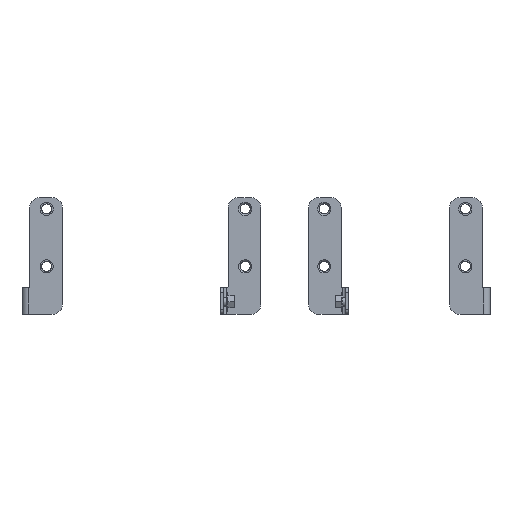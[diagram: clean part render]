
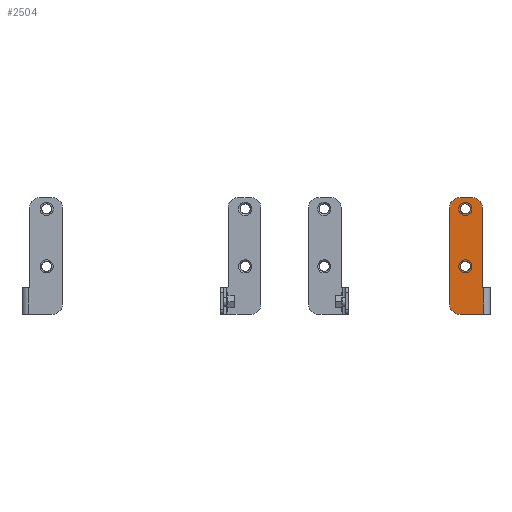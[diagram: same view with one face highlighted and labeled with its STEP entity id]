
A CAD part, front view. The second image highlights one B-rep face of the part: STEP entity #2504.
In plain terms, the highlighted planar face has unit normal (0, -1, 0).
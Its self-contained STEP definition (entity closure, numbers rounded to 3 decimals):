
#155=LINE('',#3878,#383);
#156=LINE('',#3882,#384);
#157=LINE('',#3884,#385);
#158=LINE('',#3888,#386);
#159=LINE('',#3892,#387);
#383=VECTOR('',#3140,10.);
#384=VECTOR('',#3143,10.);
#385=VECTOR('',#3144,10.);
#386=VECTOR('',#3147,10.);
#387=VECTOR('',#3150,10.);
#540=FACE_BOUND('',#760,.T.);
#541=FACE_BOUND('',#761,.T.);
#604=FACE_OUTER_BOUND('',#759,.T.);
#759=EDGE_LOOP('',(#1764,#1765,#1766,#1767,#1768,#1769,#1770,#1771,#1772));
#760=EDGE_LOOP('',(#1773));
#761=EDGE_LOOP('',(#1774));
#905=CIRCLE('',#2702,3.25);
#913=CIRCLE('',#2712,6.);
#914=CIRCLE('',#2713,1.);
#915=CIRCLE('',#2714,6.);
#916=CIRCLE('',#2715,6.);
#917=CIRCLE('',#2716,3.25);
#1056=VERTEX_POINT('',#3848);
#1068=VERTEX_POINT('',#3876);
#1069=VERTEX_POINT('',#3877);
#1070=VERTEX_POINT('',#3879);
#1071=VERTEX_POINT('',#3881);
#1072=VERTEX_POINT('',#3883);
#1073=VERTEX_POINT('',#3885);
#1074=VERTEX_POINT('',#3887);
#1075=VERTEX_POINT('',#3889);
#1076=VERTEX_POINT('',#3891);
#1077=VERTEX_POINT('',#3894);
#1310=EDGE_CURVE('',#1056,#1056,#905,.T.);
#1323=EDGE_CURVE('',#1068,#1069,#155,.T.);
#1324=EDGE_CURVE('',#1070,#1069,#913,.T.);
#1325=EDGE_CURVE('',#1070,#1071,#156,.T.);
#1326=EDGE_CURVE('',#1071,#1072,#157,.T.);
#1327=EDGE_CURVE('',#1072,#1073,#914,.T.);
#1328=EDGE_CURVE('',#1073,#1074,#158,.T.);
#1329=EDGE_CURVE('',#1075,#1074,#915,.T.);
#1330=EDGE_CURVE('',#1075,#1076,#159,.T.);
#1331=EDGE_CURVE('',#1068,#1076,#916,.T.);
#1332=EDGE_CURVE('',#1077,#1077,#917,.T.);
#1764=ORIENTED_EDGE('',*,*,#1323,.T.);
#1765=ORIENTED_EDGE('',*,*,#1324,.F.);
#1766=ORIENTED_EDGE('',*,*,#1325,.T.);
#1767=ORIENTED_EDGE('',*,*,#1326,.T.);
#1768=ORIENTED_EDGE('',*,*,#1327,.T.);
#1769=ORIENTED_EDGE('',*,*,#1328,.T.);
#1770=ORIENTED_EDGE('',*,*,#1329,.F.);
#1771=ORIENTED_EDGE('',*,*,#1330,.T.);
#1772=ORIENTED_EDGE('',*,*,#1331,.F.);
#1773=ORIENTED_EDGE('',*,*,#1310,.T.);
#1774=ORIENTED_EDGE('',*,*,#1332,.T.);
#2252=PLANE('',#2711);
#2504=ADVANCED_FACE('',(#604,#540,#541),#2252,.F.);
#2702=AXIS2_PLACEMENT_3D('',#3850,#3115,#3116);
#2711=AXIS2_PLACEMENT_3D('',#3875,#3138,#3139);
#2712=AXIS2_PLACEMENT_3D('',#3880,#3141,#3142);
#2713=AXIS2_PLACEMENT_3D('',#3886,#3145,#3146);
#2714=AXIS2_PLACEMENT_3D('',#3890,#3148,#3149);
#2715=AXIS2_PLACEMENT_3D('',#3893,#3151,#3152);
#2716=AXIS2_PLACEMENT_3D('',#3895,#3153,#3154);
#3115=DIRECTION('center_axis',(0.,1.,0.));
#3116=DIRECTION('ref_axis',(-0.665,0.,-0.747));
#3138=DIRECTION('center_axis',(0.,1.,0.));
#3139=DIRECTION('ref_axis',(-1.,0.,0.));
#3140=DIRECTION('',(0.,0.,-1.));
#3141=DIRECTION('center_axis',(0.,1.,0.));
#3142=DIRECTION('ref_axis',(-0.707,0.,-0.707));
#3143=DIRECTION('',(1.,0.,0.));
#3144=DIRECTION('',(0.,0.,1.));
#3145=DIRECTION('center_axis',(0.,1.,0.));
#3146=DIRECTION('ref_axis',(0.,0.,-1.));
#3147=DIRECTION('',(0.,0.,1.));
#3148=DIRECTION('center_axis',(0.,1.,0.));
#3149=DIRECTION('ref_axis',(0.707,0.,0.707));
#3150=DIRECTION('',(-1.,0.,0.));
#3151=DIRECTION('center_axis',(0.,1.,0.));
#3152=DIRECTION('ref_axis',(-0.707,0.,0.707));
#3153=DIRECTION('center_axis',(0.,1.,0.));
#3154=DIRECTION('ref_axis',(0.314,0.,-0.949));
#3848=CARTESIAN_POINT('',(137.161,-265.,79.228));
#3850=CARTESIAN_POINT('Origin',(135.,-265.,76.8));
#3875=CARTESIAN_POINT('Origin',(137.9,-265.,46.45));
#3876=CARTESIAN_POINT('',(124.9,-265.,77.95));
#3877=CARTESIAN_POINT('',(124.9,-265.,14.95));
#3878=CARTESIAN_POINT('',(124.9,-265.,83.95));
#3879=CARTESIAN_POINT('',(130.9,-265.,8.95));
#3880=CARTESIAN_POINT('Origin',(130.9,-265.,14.95));
#3881=CARTESIAN_POINT('',(146.9,-265.,8.95));
#3882=CARTESIAN_POINT('',(124.9,-265.,8.95));
#3883=CARTESIAN_POINT('',(146.9,-265.,25.95));
#3884=CARTESIAN_POINT('',(146.9,-265.,36.2));
#3885=CARTESIAN_POINT('',(145.9,-265.,26.95));
#3886=CARTESIAN_POINT('Origin',(146.9,-265.,26.95));
#3887=CARTESIAN_POINT('',(145.9,-265.,77.95));
#3888=CARTESIAN_POINT('',(145.9,-265.,36.7));
#3889=CARTESIAN_POINT('',(139.9,-265.,83.95));
#3890=CARTESIAN_POINT('Origin',(139.9,-265.,77.95));
#3891=CARTESIAN_POINT('',(130.9,-265.,83.95));
#3892=CARTESIAN_POINT('',(150.9,-265.,83.95));
#3893=CARTESIAN_POINT('Origin',(130.9,-265.,77.95));
#3894=CARTESIAN_POINT('',(133.978,-265.,42.885));
#3895=CARTESIAN_POINT('Origin',(135.,-265.,39.8));
